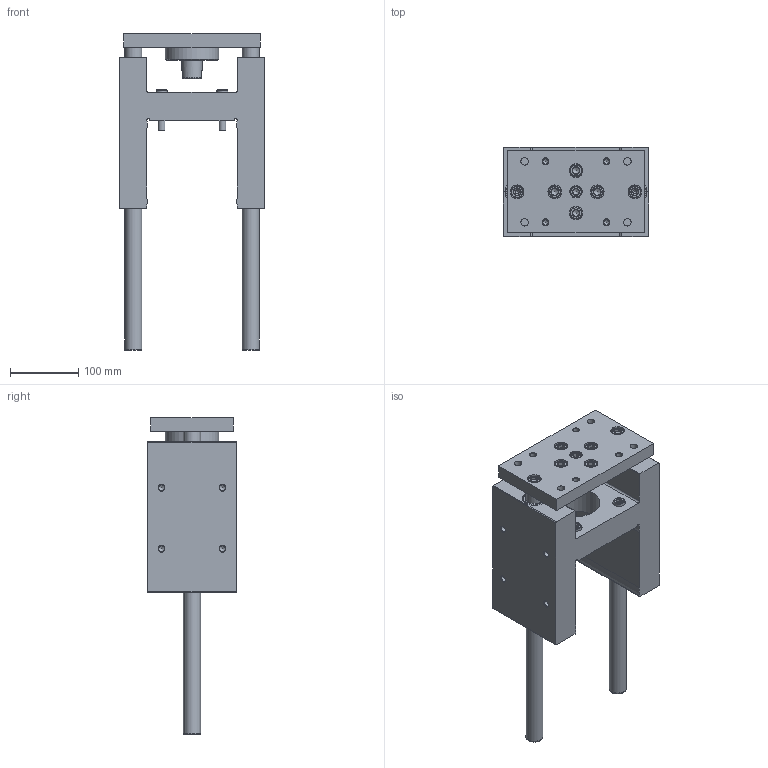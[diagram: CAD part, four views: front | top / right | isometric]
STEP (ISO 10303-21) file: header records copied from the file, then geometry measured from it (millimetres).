
FILE_DESCRIPTION(/* description */ ('STEP AP214'),/* implementation_level */ '2;1');
FILE_NAME(/* name */ '1725851_EAGF-V2-KF-100-200',/* time_stamp */ '2024-08-26T16:48:22+02:00',/* author */ ('License CC BY-ND 4.0'),/* organization */ ('CADENAS'),/* preprocessor_version */ 'ST-DEVELOPER v19.3',/* originating_system */ 'PARTsolutions',/* authorisation */ ' ');
FILE_SCHEMA (('AUTOMOTIVE_DESIGN {1 0 10303 214 3 1 1}'));
Length unit declared in the file: millimetre
Products named in the file (12): 1725851 EAGF-V2-KF-100-200---(0); 2608532 EAGF-V2-KF-100---(F); 247465 FEN-80-SD---(SD); 242770 EAGF 25x35x40---(B); 1558863 EAGF-V2-KF-100---(J); 1559396 EAGF-V2-KF-100---(R); 1559400 EAGF-V2-KF-80/100---(GS); ISO-4026 M18x20; 2608532 EAGF-100-200-KF---(FST); ISO-4762 M12x25; DIN-6912 - M12x25(F); ISO-4762 M10x50
Assembly tree (25 placements, depth 2):
  1725851 EAGF-V2-KF-100-200---(0)
    2608532 EAGF-V2-KF-100---(F)
    247465 FEN-80-SD---(SD)  x4
    242770 EAGF 25x35x40---(B)  x4
    1558863 EAGF-V2-KF-100---(J)
    1559396 EAGF-V2-KF-100---(R)
    1559400 EAGF-V2-KF-80/100---(GS)
    ISO-4026 M18x20
    2608532 EAGF-100-200-KF---(FST)  x2
    ISO-4762 M12x25  x4
    DIN-6912 - M12x25(F)  x2
    ISO-4762 M10x50  x4
Bounding box: 213 x 130 x 462.8 mm (x, y, z)
Volume: 3514870.1 mm3; surface area: 497786.3 mm2
Topology: 25 solids, 25 shells, 570 faces, 1249 edges, 760 vertices
Faces by surface type: plane 241, cone 188, cylinder 125, torus 16
Full cylindrical faces by diameter (mm): 6 x2, 8.376 x16, 10 x4, 10.106 x6, 11 x8, 12 x6, 12.3 x2, 13.5 x4, 15.294 x1, 16 x4, 18 x15, 18.376 x1, 20 x6, 25 x10, 26 x2, 30 x1, 32 x1, 33 x2, 35 x12, 44 x1, 46 x1, 70 x1, 78 x1
Entity records: 8538 total; most frequent: DIRECTION 1512, CARTESIAN_POINT 1442, ORIENTED_EDGE 1058, AXIS2_PLACEMENT_3D 663, FACE_BOUND 586, EDGE_LOOP 568, EDGE_CURVE 529, VERTEX_POINT 427
